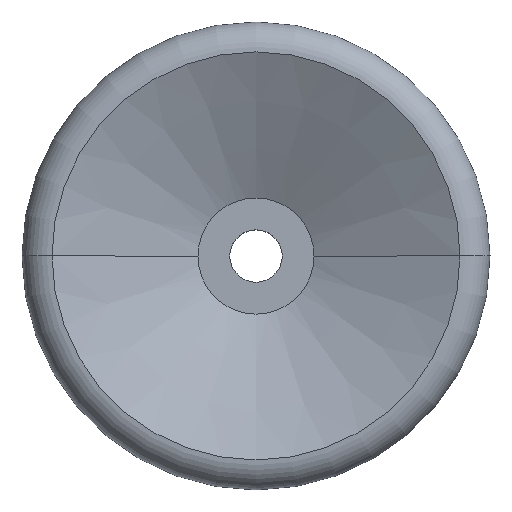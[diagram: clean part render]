
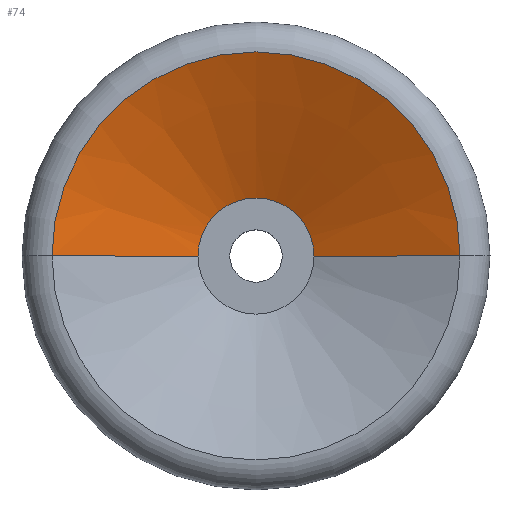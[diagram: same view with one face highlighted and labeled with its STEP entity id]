
A CAD part, top view. The second image highlights one B-rep face of the part: STEP entity #74.
In plain terms, the highlighted conical face has half-angle 64.622 degrees and reference radius 35 mm.
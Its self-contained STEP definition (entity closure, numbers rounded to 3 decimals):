
#74=ADVANCED_FACE('',(#149),#150,.F.);
#149=FACE_OUTER_BOUND('',#223,.T.);
#150=CONICAL_SURFACE('',#224,35.,1.128);
#223=EDGE_LOOP('',(#360,#361,#362,#363));
#224=AXIS2_PLACEMENT_3D('',#364,#365,#366);
#360=ORIENTED_EDGE('',*,*,#443,.T.);
#361=ORIENTED_EDGE('',*,*,#450,.T.);
#362=ORIENTED_EDGE('',*,*,#444,.T.);
#363=ORIENTED_EDGE('',*,*,#419,.F.);
#364=CARTESIAN_POINT('',(0.,0.,26.75));
#365=DIRECTION('',(0.0,-0.0,1.0));
#366=DIRECTION('',(-1.0,0.,0.0));
#419=EDGE_CURVE('',#484,#486,#487,.T.);
#443=EDGE_CURVE('',#484,#523,#524,.T.);
#444=EDGE_CURVE('',#525,#486,#526,.T.);
#450=EDGE_CURVE('',#523,#525,#534,.T.);
#484=VERTEX_POINT('',#572);
#486=VERTEX_POINT('',#574);
#487=CIRCLE('',#575,54.5);
#523=VERTEX_POINT('',#617);
#524=LINE('',#618,#619);
#525=VERTEX_POINT('',#620);
#526=LINE('',#621,#622);
#534=CIRCLE('',#632,15.5);
#572=CARTESIAN_POINT('',(-54.5,0.,36.0));
#574=CARTESIAN_POINT('',(54.5,0.,36.0));
#575=AXIS2_PLACEMENT_3D('',#674,#675,#676);
#617=CARTESIAN_POINT('',(-15.5,0.,17.5));
#618=CARTESIAN_POINT('',(-35.0,0.,26.75));
#619=VECTOR('',#716,1.0);
#620=CARTESIAN_POINT('',(15.5,0.,17.5));
#621=CARTESIAN_POINT('',(35.,0.,26.75));
#622=VECTOR('',#717,1.0);
#632=AXIS2_PLACEMENT_3D('',#726,#727,#728);
#674=CARTESIAN_POINT('',(0.,0.,36.0));
#675=DIRECTION('',(-0.0,0.0,-1.0));
#676=DIRECTION('',(-1.0,0.,0.0));
#716=DIRECTION('',(0.904,0.,-0.429));
#717=DIRECTION('',(0.904,0.,0.429));
#726=CARTESIAN_POINT('',(0.,0.,17.5));
#727=DIRECTION('',(-0.0,0.0,-1.0));
#728=DIRECTION('',(-1.0,0.,0.0));
